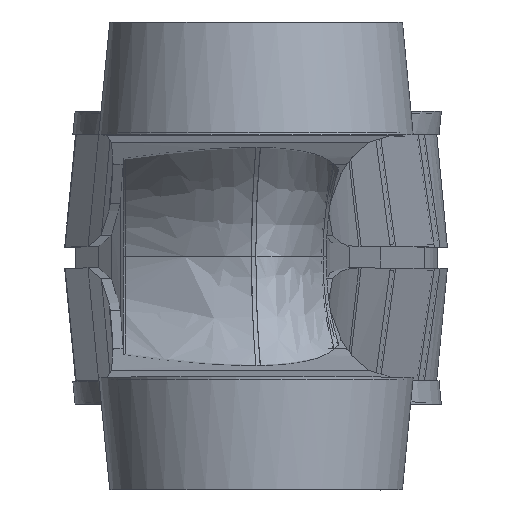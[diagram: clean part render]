
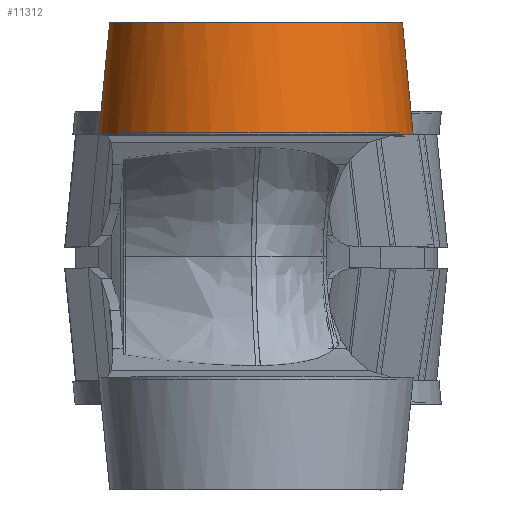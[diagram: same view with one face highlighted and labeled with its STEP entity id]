
A CAD part, top view. The second image highlights one B-rep face of the part: STEP entity #11312.
In plain terms, the highlighted free-form (B-spline) face has degree [5, 1] with [12, 2] control points.
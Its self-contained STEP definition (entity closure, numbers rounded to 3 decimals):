
#345 = CARTESIAN_POINT ( 'NONE',  ( 22.912, 57., 542.421 ) ) ;
#501 = VERTEX_POINT ( 'NONE', #14667 ) ;
#723 = CARTESIAN_POINT ( 'NONE',  ( -68.881, 57., 506.602 ) ) ;
#1242 = CARTESIAN_POINT ( 'NONE',  ( 6.245, 57., 545.895 ) ) ;
#1515 = EDGE_CURVE ( 'NONE', #501, #12090, #13506, .T. ) ;
#1535 = CARTESIAN_POINT ( 'NONE',  ( 71.977, 57., 457.089 ) ) ;
#1824 = CARTESIAN_POINT ( 'NONE',  ( -57.737, 57., 522.093 ) ) ;
#2740 = CARTESIAN_POINT ( 'NONE',  ( -69.713, 110., 463.483 ) ) ;
#3088 = B_SPLINE_CURVE_WITH_KNOTS ( 'NONE', 5,
 ( #2740, #17241, #18972, #4204, #9941, #15671, #18876, #15966, #11500, #3816, #8668, #7121 ),
 .UNSPECIFIED., .F., .F.,
 ( 6, 3, 3, 6 ),
 ( -247.65, -156.503, -74.242, 0. ),
 .UNSPECIFIED. ) ;
#3733 = CARTESIAN_POINT ( 'NONE',  ( 66.256, 110., 453.975 ) ) ;
#3758 = CARTESIAN_POINT ( 'NONE',  ( 74.427, 57., 471.495 ) ) ;
#3816 = CARTESIAN_POINT ( 'NONE',  ( 69.08, 110., 482.68 ) ) ;
#4174 = CARTESIAN_POINT ( 'NONE',  ( -74.963, 57., 470.827 ) ) ;
#4204 = CARTESIAN_POINT ( 'NONE',  ( -57.402, 110., 515.002 ) ) ;
#4272 = CARTESIAN_POINT ( 'NONE',  ( 64.783, 110., 497.018 ) ) ;
#4460 = CARTESIAN_POINT ( 'NONE',  ( 73.321, 57., 486.505 ) ) ;
#5078 = ORIENTED_EDGE ( 'NONE', *, *, #1515, .F. ) ;
#5634 = CARTESIAN_POINT ( 'NONE',  ( 48.351, 110., 523.476 ) ) ;
#5728 = CARTESIAN_POINT ( 'NONE',  ( 22.912, 57., 542.421 ) ) ;
#5748 = B_SPLINE_CURVE_WITH_KNOTS ( 'NONE', 5,
 ( #18443, #11051, #723, #1824, #11146, #9210, #345, #6308, #12237, #14176, #3758, #7160 ),
 .UNSPECIFIED., .F., .F.,
 ( 6, 3, 3, 6 ),
 ( 0., 0.368, 0.7, 1. ),
 .UNSPECIFIED. ) ;
#5826 = CARTESIAN_POINT ( 'NONE',  ( -71.243, 110., 480.975 ) ) ;
#6062 = VERTEX_POINT ( 'NONE', #12342 ) ;
#6308 = CARTESIAN_POINT ( 'NONE',  ( 51.161, 57., 527.529 ) ) ;
#6758 = CARTESIAN_POINT ( 'NONE',  ( 71.977, 57., 457.089 ) ) ;
#7058 = CARTESIAN_POINT ( 'NONE',  ( 66.256, 110., 453.975 ) ) ;
#7094 = CARTESIAN_POINT ( 'NONE',  ( 68.459, 57., 500.932 ) ) ;
#7121 = CARTESIAN_POINT ( 'NONE',  ( 66.256, 110., 453.975 ) ) ;
#7160 = CARTESIAN_POINT ( 'NONE',  ( 71.977, 57., 457.089 ) ) ;
#7188 = CARTESIAN_POINT ( 'NONE',  ( 4.094, 110., 541.139 ) ) ;
#7514 = VERTEX_POINT ( 'NONE', #7058 ) ;
#7741 = CARTESIAN_POINT ( 'NONE',  ( -69.713, 110., 463.483 ) ) ;
#7934 = ORIENTED_EDGE ( 'NONE', *, *, #11760, .T. ) ;
#8546 = CARTESIAN_POINT ( 'NONE',  ( -29.039, 57., 543.262 ) ) ;
#8640 = CARTESIAN_POINT ( 'NONE',  ( -30.463, 110., 537.434 ) ) ;
#8668 = CARTESIAN_POINT ( 'NONE',  ( 69.474, 110., 467.911 ) ) ;
#9210 = CARTESIAN_POINT ( 'NONE',  ( 6.245, 57., 545.895 ) ) ;
#9351 = ORIENTED_EDGE ( 'NONE', *, *, #14779, .T. ) ;
#9397 = CARTESIAN_POINT ( 'NONE',  ( -74.963, 57., 470.827 ) ) ;
#9941 = CARTESIAN_POINT ( 'NONE',  ( -30.463, 110., 537.434 ) ) ;
#10391 = CARTESIAN_POINT ( 'NONE',  ( -57.737, 57., 522.093 ) ) ;
#11051 = CARTESIAN_POINT ( 'NONE',  ( -74.64, 57., 488.764 ) ) ;
#11146 = CARTESIAN_POINT ( 'NONE',  ( -29.039, 57., 543.262 ) ) ;
#11312 = ADVANCED_FACE ( 'NONE', ( #17880 ), #14313, .F. ) ;
#11500 = CARTESIAN_POINT ( 'NONE',  ( 64.783, 110., 497.018 ) ) ;
#11661 = CARTESIAN_POINT ( 'NONE',  ( 51.161, 57., 527.529 ) ) ;
#11758 = CARTESIAN_POINT ( 'NONE',  ( 74.427, 57., 471.495 ) ) ;
#11760 = EDGE_CURVE ( 'NONE', #6062, #7514, #15987, .T. ) ;
#12090 = VERTEX_POINT ( 'NONE', #7741 ) ;
#12237 = CARTESIAN_POINT ( 'NONE',  ( 68.459, 57., 500.932 ) ) ;
#12342 = CARTESIAN_POINT ( 'NONE',  ( 71.977, 57., 457.089 ) ) ;
#12417 = CARTESIAN_POINT ( 'NONE',  ( -69.713, 110., 463.483 ) ) ;
#13407 = CARTESIAN_POINT ( 'NONE',  ( 69.08, 110., 482.68 ) ) ;
#13506 = B_SPLINE_CURVE_WITH_KNOTS ( 'NONE', 1,
 ( #9397, #12417 ),
 .UNSPECIFIED., .F., .F.,
 ( 2, 2 ),
 ( 0., 53.406 ),
 .UNSPECIFIED. ) ;
#14176 = CARTESIAN_POINT ( 'NONE',  ( 73.321, 57., 486.505 ) ) ;
#14313 = B_SPLINE_SURFACE_WITH_KNOTS ( 'NONE', 5, 1, ( 
 ( #1535, #19035 ),
 ( #11758, #17787 ),
 ( #4460, #13407 ),
 ( #7094, #4272 ),
 ( #11661, #5634 ),
 ( #5728, #14675 ),
 ( #1242, #7188 ),
 ( #8546, #8640 ),
 ( #10391, #14579 ),
 ( #16124, #14486 ),
 ( #17598, #5826 ),
 ( #4174, #18938 ) ),
 .UNSPECIFIED., .F., .F., .F.,
 ( 6, 3, 3, 6 ),
 ( 2, 2 ),
 ( 0., 74.242, 156.503, 247.65 ),
 ( 0., 53.406 ),
 .UNSPECIFIED. ) ;
#14486 = CARTESIAN_POINT ( 'NONE',  ( -67.209, 110., 498.954 ) ) ;
#14579 = CARTESIAN_POINT ( 'NONE',  ( -57.402, 110., 515.002 ) ) ;
#14667 = CARTESIAN_POINT ( 'NONE',  ( -74.963, 57., 470.827 ) ) ;
#14675 = CARTESIAN_POINT ( 'NONE',  ( 20.557, 110., 538.015 ) ) ;
#14779 = EDGE_CURVE ( 'NONE', #501, #6062, #5748, .T. ) ;
#15184 = ORIENTED_EDGE ( 'NONE', *, *, #18430, .F. ) ;
#15671 = CARTESIAN_POINT ( 'NONE',  ( 4.094, 110., 541.139 ) ) ;
#15966 = CARTESIAN_POINT ( 'NONE',  ( 48.351, 110., 523.476 ) ) ;
#15987 = B_SPLINE_CURVE_WITH_KNOTS ( 'NONE', 1,
 ( #6758, #3733 ),
 .UNSPECIFIED., .F., .F.,
 ( 2, 2 ),
 ( 0., 53.406 ),
 .UNSPECIFIED. ) ;
#16124 = CARTESIAN_POINT ( 'NONE',  ( -68.881, 57., 506.602 ) ) ;
#17241 = CARTESIAN_POINT ( 'NONE',  ( -71.243, 110., 480.975 ) ) ;
#17598 = CARTESIAN_POINT ( 'NONE',  ( -74.64, 57., 488.764 ) ) ;
#17787 = CARTESIAN_POINT ( 'NONE',  ( 69.474, 110., 467.911 ) ) ;
#17880 = FACE_OUTER_BOUND ( 'NONE', #18851, .T. ) ;
#18430 = EDGE_CURVE ( 'NONE', #12090, #7514, #3088, .T. ) ;
#18443 = CARTESIAN_POINT ( 'NONE',  ( -74.963, 57., 470.827 ) ) ;
#18851 = EDGE_LOOP ( 'NONE', ( #9351, #7934, #15184, #5078 ) ) ;
#18876 = CARTESIAN_POINT ( 'NONE',  ( 20.557, 110., 538.015 ) ) ;
#18938 = CARTESIAN_POINT ( 'NONE',  ( -69.713, 110., 463.483 ) ) ;
#18972 = CARTESIAN_POINT ( 'NONE',  ( -67.209, 110., 498.954 ) ) ;
#19035 = CARTESIAN_POINT ( 'NONE',  ( 66.256, 110., 453.975 ) ) ;
